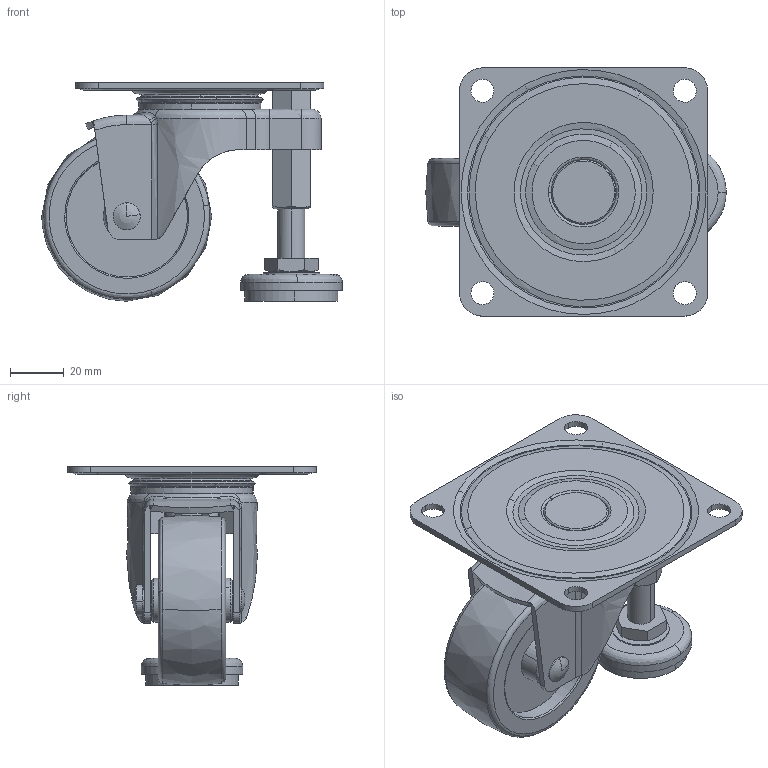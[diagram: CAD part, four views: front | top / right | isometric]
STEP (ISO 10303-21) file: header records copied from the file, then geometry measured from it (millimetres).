
FILE_DESCRIPTION((''),'2;1');
FILE_NAME('','2005-12-16T16:22:37',(''),(''),'','CADfix','');
FILE_SCHEMA(('AUTOMOTIVE_DESIGN'));
Length unit declared in the file: millimetre
Products named in the file (7): wheel; mounting plate; main shaft; foot; body; axle; No_105A_F_N_6931_36
Assembly tree (6 placements, depth 2):
  No_105A_F_N_6931_36
    wheel
    mounting plate
    main shaft
    foot
    body
    axle
Bounding box: 111.35 x 92 x 81 mm (x, y, z)
Volume: 132031.7 mm3; surface area: 57422.4 mm2
Topology: 6 solids, 6 shells, 308 faces, 926 edges, 647 vertices
Faces by surface type: bspline 308
Entity records: 12599 total; most frequent: CARTESIAN_POINT 7460, ORIENTED_EDGE 1840, EDGE_CURVE 920, VERTEX_POINT 647, EDGE_LOOP 351, QUASI_UNIFORM_CURVE 327, FACE_OUTER_BOUND 308, ADVANCED_FACE 308
